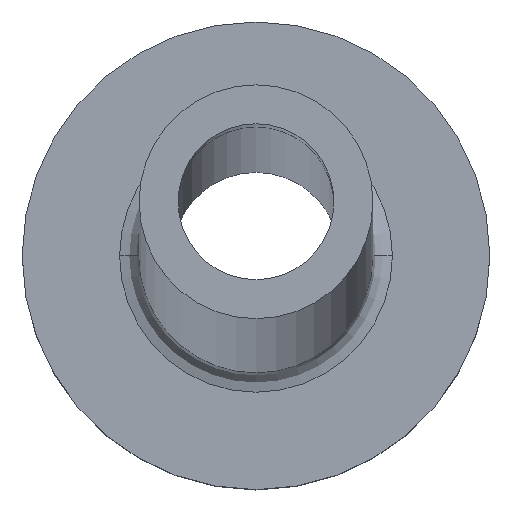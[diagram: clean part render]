
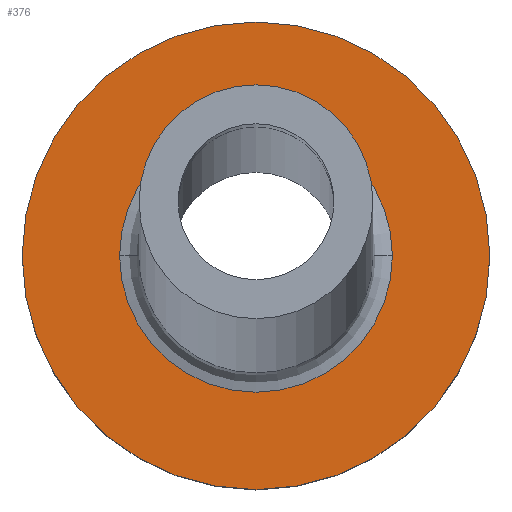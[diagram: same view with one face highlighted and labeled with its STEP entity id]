
A CAD part, top view. The second image highlights one B-rep face of the part: STEP entity #376.
In plain terms, the highlighted planar face has unit normal (0, 0, 1).
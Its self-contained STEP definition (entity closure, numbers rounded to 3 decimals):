
#20 = PLANE ( 'NONE',  #400 ) ;
#23 = CIRCLE ( 'NONE', #150, 6. ) ;
#36 = DIRECTION ( 'NONE',  ( 0., 0., -1. ) ) ;
#40 = FACE_OUTER_BOUND ( 'NONE', #172, .T. ) ;
#42 = CARTESIAN_POINT ( 'NONE',  ( 0., 0., 5. ) ) ;
#55 = EDGE_CURVE ( 'NONE', #399, #325, #423, .T. ) ;
#58 = DIRECTION ( 'NONE',  ( 1., 0., 0. ) ) ;
#71 = CARTESIAN_POINT ( 'NONE',  ( 0., 0., 5. ) ) ;
#99 = AXIS2_PLACEMENT_3D ( 'NONE', #151, #36, #178 ) ;
#101 = EDGE_CURVE ( 'NONE', #116, #161, #266, .T. ) ;
#114 = AXIS2_PLACEMENT_3D ( 'NONE', #374, #435, #58 ) ;
#116 = VERTEX_POINT ( 'NONE', #343 ) ;
#150 = AXIS2_PLACEMENT_3D ( 'NONE', #71, #358, #209 ) ;
#151 = CARTESIAN_POINT ( 'NONE',  ( 0., 0., 5. ) ) ;
#154 = AXIS2_PLACEMENT_3D ( 'NONE', #259, #224, #251 ) ;
#161 = VERTEX_POINT ( 'NONE', #451 ) ;
#172 = EDGE_LOOP ( 'NONE', ( #263, #189 ) ) ;
#178 = DIRECTION ( 'NONE',  ( 1., 0., 0. ) ) ;
#189 = ORIENTED_EDGE ( 'NONE', *, *, #244, .T. ) ;
#204 = EDGE_LOOP ( 'NONE', ( #453, #262 ) ) ;
#209 = DIRECTION ( 'NONE',  ( 1., 0., 0. ) ) ;
#224 = DIRECTION ( 'NONE',  ( 0., 0., -1. ) ) ;
#231 = DIRECTION ( 'NONE',  ( 1., 0., 0. ) ) ;
#244 = EDGE_CURVE ( 'NONE', #161, #116, #23, .T. ) ;
#251 = DIRECTION ( 'NONE',  ( 1., 0., 0. ) ) ;
#259 = CARTESIAN_POINT ( 'NONE',  ( 0., 0., 5. ) ) ;
#262 = ORIENTED_EDGE ( 'NONE', *, *, #55, .T. ) ;
#263 = ORIENTED_EDGE ( 'NONE', *, *, #101, .T. ) ;
#266 = CIRCLE ( 'NONE', #114, 6. ) ;
#286 = DIRECTION ( 'NONE',  ( 0., 0., 1. ) ) ;
#325 = VERTEX_POINT ( 'NONE', #379 ) ;
#331 = FACE_BOUND ( 'NONE', #204, .T. ) ;
#343 = CARTESIAN_POINT ( 'NONE',  ( -6., 0., 5. ) ) ;
#345 = CARTESIAN_POINT ( 'NONE',  ( -3.5, 0., 5. ) ) ;
#358 = DIRECTION ( 'NONE',  ( 0., 0., 1. ) ) ;
#367 = EDGE_CURVE ( 'NONE', #325, #399, #390, .T. ) ;
#374 = CARTESIAN_POINT ( 'NONE',  ( 0., 0., 5. ) ) ;
#376 = ADVANCED_FACE ( 'NONE', ( #331, #40 ), #20, .T. ) ;
#379 = CARTESIAN_POINT ( 'NONE',  ( 3.5, 0., 5. ) ) ;
#390 = CIRCLE ( 'NONE', #99, 3.5 ) ;
#399 = VERTEX_POINT ( 'NONE', #345 ) ;
#400 = AXIS2_PLACEMENT_3D ( 'NONE', #42, #286, #231 ) ;
#423 = CIRCLE ( 'NONE', #154, 3.5 ) ;
#435 = DIRECTION ( 'NONE',  ( 0., 0., 1. ) ) ;
#451 = CARTESIAN_POINT ( 'NONE',  ( 6., 0., 5. ) ) ;
#453 = ORIENTED_EDGE ( 'NONE', *, *, #367, .T. ) ;
